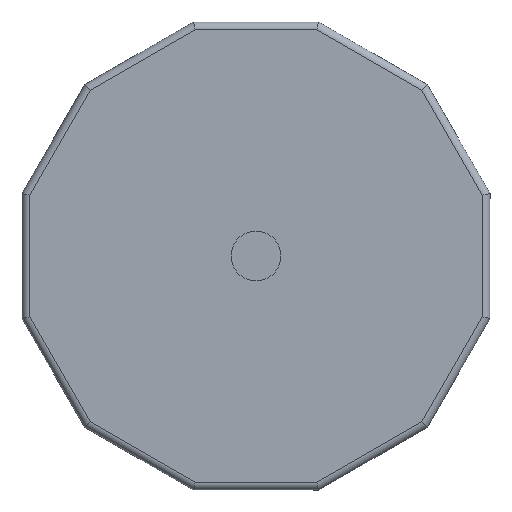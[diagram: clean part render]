
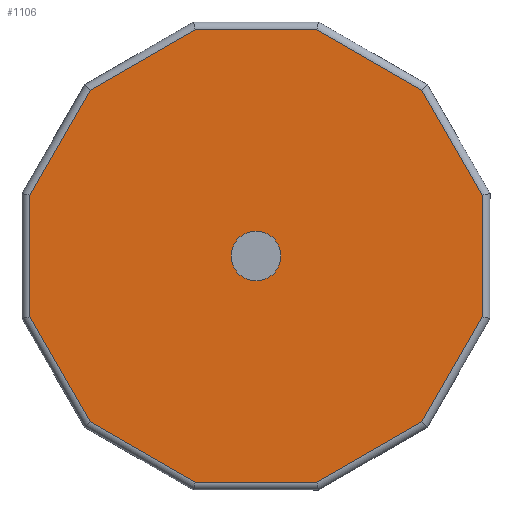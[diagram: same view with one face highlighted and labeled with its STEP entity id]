
A CAD part, front view. The second image highlights one B-rep face of the part: STEP entity #1106.
In plain terms, the highlighted planar face has unit normal (0, -1, 0).
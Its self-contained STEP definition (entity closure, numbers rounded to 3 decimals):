
#15=FACE_BOUND('',#170,.T.);
#49=PLANE('',#1209);
#103=FACE_OUTER_BOUND('',#169,.T.);
#169=EDGE_LOOP('',(#820,#821,#822,#823,#824,#825,#826,#827,#828,#829,#830,
#831));
#170=EDGE_LOOP('',(#832));
#219=LINE('',#1597,#352);
#221=LINE('',#1605,#354);
#223=LINE('',#1611,#356);
#225=LINE('',#1618,#358);
#228=LINE('',#1628,#361);
#230=LINE('',#1634,#363);
#231=LINE('',#1637,#364);
#234=LINE('',#1643,#367);
#236=LINE('',#1649,#369);
#238=LINE('',#1655,#371);
#240=LINE('',#1661,#373);
#242=LINE('',#1665,#375);
#352=VECTOR('',#1280,10.);
#354=VECTOR('',#1288,10.);
#356=VECTOR('',#1294,10.);
#358=VECTOR('',#1300,10.);
#361=VECTOR('',#1309,10.);
#363=VECTOR('',#1315,10.);
#364=VECTOR('',#1320,10.);
#367=VECTOR('',#1325,10.);
#369=VECTOR('',#1331,10.);
#371=VECTOR('',#1337,10.);
#373=VECTOR('',#1343,10.);
#375=VECTOR('',#1349,10.);
#485=CIRCLE('',#1177,3.969);
#487=VERTEX_POINT('',#1590);
#488=VERTEX_POINT('',#1595);
#489=VERTEX_POINT('',#1596);
#492=VERTEX_POINT('',#1604);
#494=VERTEX_POINT('',#1610);
#496=VERTEX_POINT('',#1616);
#497=VERTEX_POINT('',#1617);
#501=VERTEX_POINT('',#1627);
#503=VERTEX_POINT('',#1633);
#505=VERTEX_POINT('',#1642);
#507=VERTEX_POINT('',#1648);
#509=VERTEX_POINT('',#1654);
#511=VERTEX_POINT('',#1660);
#586=EDGE_CURVE('',#487,#487,#485,.T.);
#587=EDGE_CURVE('',#488,#489,#219,.T.);
#591=EDGE_CURVE('',#489,#492,#221,.T.);
#594=EDGE_CURVE('',#492,#494,#223,.T.);
#597=EDGE_CURVE('',#496,#497,#225,.T.);
#602=EDGE_CURVE('',#497,#501,#228,.T.);
#605=EDGE_CURVE('',#501,#503,#230,.T.);
#607=EDGE_CURVE('',#494,#496,#231,.T.);
#610=EDGE_CURVE('',#503,#505,#234,.T.);
#613=EDGE_CURVE('',#505,#507,#236,.T.);
#616=EDGE_CURVE('',#507,#509,#238,.T.);
#619=EDGE_CURVE('',#509,#511,#240,.T.);
#622=EDGE_CURVE('',#511,#488,#242,.T.);
#820=ORIENTED_EDGE('',*,*,#597,.F.);
#821=ORIENTED_EDGE('',*,*,#607,.F.);
#822=ORIENTED_EDGE('',*,*,#594,.F.);
#823=ORIENTED_EDGE('',*,*,#591,.F.);
#824=ORIENTED_EDGE('',*,*,#587,.F.);
#825=ORIENTED_EDGE('',*,*,#622,.F.);
#826=ORIENTED_EDGE('',*,*,#619,.F.);
#827=ORIENTED_EDGE('',*,*,#616,.F.);
#828=ORIENTED_EDGE('',*,*,#613,.F.);
#829=ORIENTED_EDGE('',*,*,#610,.F.);
#830=ORIENTED_EDGE('',*,*,#605,.F.);
#831=ORIENTED_EDGE('',*,*,#602,.F.);
#832=ORIENTED_EDGE('',*,*,#586,.T.);
#1106=ADVANCED_FACE('',(#103,#15),#49,.F.);
#1177=AXIS2_PLACEMENT_3D('',#1592,#1274,#1275);
#1209=AXIS2_PLACEMENT_3D('',#1692,#1375,#1376);
#1274=DIRECTION('center_axis',(0.,1.,0.));
#1275=DIRECTION('ref_axis',(1.,0.,0.));
#1280=DIRECTION('',(-0.5,0.,-0.866));
#1288=DIRECTION('',(-0.866,0.,-0.5));
#1294=DIRECTION('',(-1.,0.,0.));
#1300=DIRECTION('',(-0.5,0.,0.866));
#1309=DIRECTION('',(0.,0.,1.));
#1315=DIRECTION('',(0.5,0.,0.866));
#1320=DIRECTION('',(-0.866,0.,0.5));
#1325=DIRECTION('',(0.866,0.,0.5));
#1331=DIRECTION('',(1.,0.,0.));
#1337=DIRECTION('',(0.866,0.,-0.5));
#1343=DIRECTION('',(0.5,0.,-0.866));
#1349=DIRECTION('',(0.,0.,-1.));
#1375=DIRECTION('center_axis',(0.,1.,0.));
#1376=DIRECTION('ref_axis',(0.,0.,1.));
#1590=CARTESIAN_POINT('',(-3.969,0.,0.));
#1592=CARTESIAN_POINT('Origin',(0.,0.,0.));
#1595=CARTESIAN_POINT('',(36.075,0.,-9.666));
#1596=CARTESIAN_POINT('',(26.409,0.,-26.409));
#1597=CARTESIAN_POINT('',(33.739,0.,-13.713));
#1604=CARTESIAN_POINT('',(9.666,0.,-36.075));
#1605=CARTESIAN_POINT('',(22.362,0.,-28.745));
#1610=CARTESIAN_POINT('',(-9.666,0.,-36.075));
#1611=CARTESIAN_POINT('',(4.994,0.,-36.075));
#1616=CARTESIAN_POINT('',(-26.409,0.,-26.409));
#1617=CARTESIAN_POINT('',(-36.075,0.,-9.666));
#1618=CARTESIAN_POINT('',(-28.745,0.,-22.362));
#1627=CARTESIAN_POINT('',(-36.075,0.,9.666));
#1628=CARTESIAN_POINT('',(-36.075,0.,-4.994));
#1633=CARTESIAN_POINT('',(-26.409,0.,26.409));
#1634=CARTESIAN_POINT('',(-33.739,0.,13.713));
#1637=CARTESIAN_POINT('',(-13.713,0.,-33.739));
#1642=CARTESIAN_POINT('',(-9.666,0.,36.075));
#1643=CARTESIAN_POINT('',(-22.362,0.,28.745));
#1648=CARTESIAN_POINT('',(9.666,0.,36.075));
#1649=CARTESIAN_POINT('',(-4.994,0.,36.075));
#1654=CARTESIAN_POINT('',(26.409,0.,26.409));
#1655=CARTESIAN_POINT('',(13.713,0.,33.739));
#1660=CARTESIAN_POINT('',(36.075,0.,9.666));
#1661=CARTESIAN_POINT('',(28.745,0.,22.362));
#1665=CARTESIAN_POINT('',(36.075,0.,4.994));
#1692=CARTESIAN_POINT('Origin',(0.,0.,0.));
